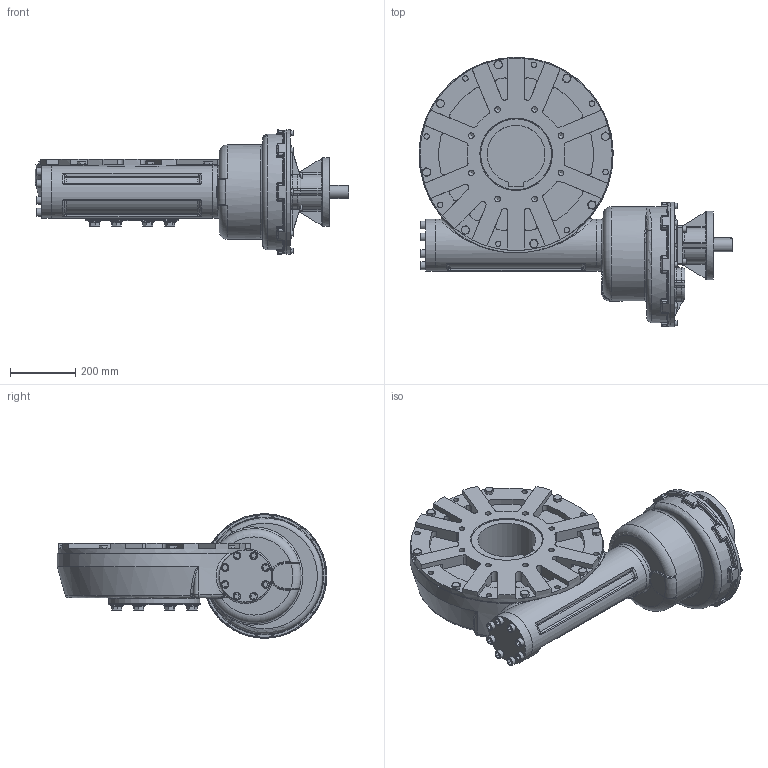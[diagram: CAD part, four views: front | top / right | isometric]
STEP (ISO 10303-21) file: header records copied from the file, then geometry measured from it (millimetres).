
FILE_DESCRIPTION(/* description */ ('Unknown'),/* implementation_level */ '2;1');
FILE_NAME(/* name */ 'PUB-MTW9IR3-F16-F30',/* time_stamp */ '2015-12-09T15:57:38+00:00',/* author */ ('Unknown'),/* organization */ ('Unknown'),/* preprocessor_version */ 'ST-DEVELOPER v16',/* originating_system */ 'DEX',/* authorisation */ $);
FILE_SCHEMA (('AUTOMOTIVE_DESIGN {1 0 10303 214 3 1 1}'));
Length unit declared in the file: millimetre
Products named in the file (1): PUB-MTW9IR3-F16-F30
Bounding box: 963.71 x 827.45 x 382 mm (x, y, z)
Surface area: 1932251.6 mm2 (no closed solid volume)
Topology: 0 solids, 50 shells, 1101 faces, 2856 edges, 1738 vertices
Faces by surface type: plane 432, cylinder 273, cone 138, bspline 116, torus 90, sphere 52
Full cylindrical faces by diameter (mm): 16 x8, 16.5 x8, 17.294 x8, 18 x4, 20.5 x4, 24 x8, 39 x8, 40 x1, 130 x1, 160 x3, 210 x1, 220.1 x1, 280 x1, 285 x1, 290 x1, 322 x1, 356 x1, 382 x2, 590 x1
Entity records: 50002 total; most frequent: CARTESIAN_POINT 23737, DIRECTION 5082, ORIENTED_EDGE 4964, EDGE_CURVE 2623, AXIS2_PLACEMENT_3D 2008, VERTEX_POINT 1694, FACE_BOUND 1333, EDGE_LOOP 1325
